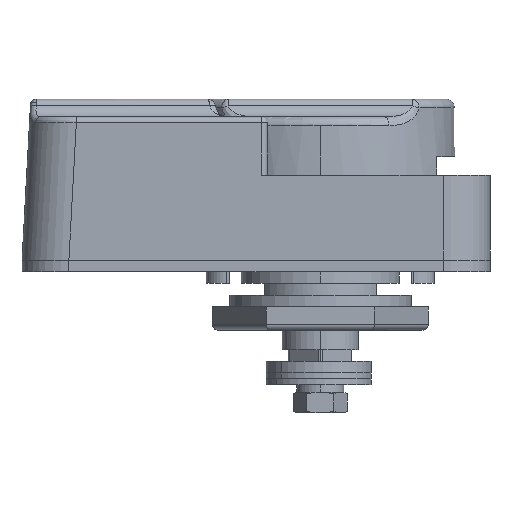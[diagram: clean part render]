
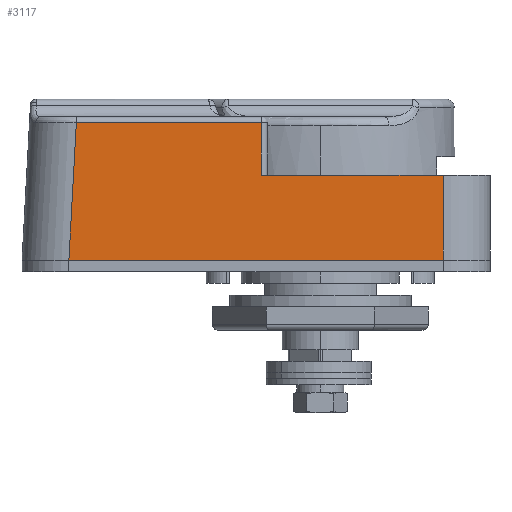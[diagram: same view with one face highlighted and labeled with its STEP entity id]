
A CAD part, left-side view. The second image highlights one B-rep face of the part: STEP entity #3117.
In plain terms, the highlighted planar face has unit normal (-1, 0, 0).
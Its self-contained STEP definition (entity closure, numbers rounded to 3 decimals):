
#225 = AXIS2_PLACEMENT_3D ( 'NONE', #3421, #545, #4281 ) ;
#267 = VECTOR ( 'NONE', #3918, 1000. ) ;
#545 = DIRECTION ( 'NONE',  ( -1., 0., 0. ) ) ;
#579 = LINE ( 'NONE', #7027, #8523 ) ;
#587 = FACE_OUTER_BOUND ( 'NONE', #2069, .T. ) ;
#793 = CARTESIAN_POINT ( 'NONE',  ( -23., 42.988, 0. ) ) ;
#899 = VERTEX_POINT ( 'NONE', #9032 ) ;
#936 = ORIENTED_EDGE ( 'NONE', *, *, #1946, .T. ) ;
#1685 = ORIENTED_EDGE ( 'NONE', *, *, #5849, .T. ) ;
#1749 = CARTESIAN_POINT ( 'NONE',  ( -23., 10.082, 14.5 ) ) ;
#1946 = EDGE_CURVE ( 'NONE', #6754, #3889, #5876, .T. ) ;
#2069 = EDGE_LOOP ( 'NONE', ( #1685, #936, #5733, #4107, #4251, #5809 ) ) ;
#2295 = EDGE_CURVE ( 'NONE', #899, #8938, #8423, .T. ) ;
#2480 = VERTEX_POINT ( 'NONE', #1749 ) ;
#2486 = CARTESIAN_POINT ( 'NONE',  ( -23., 10.082, 23.5 ) ) ;
#2805 = EDGE_CURVE ( 'NONE', #2480, #8938, #6370, .T. ) ;
#2855 = VERTEX_POINT ( 'NONE', #793 ) ;
#3117 = ADVANCED_FACE ( 'NONE', ( #587 ), #5640, .T. ) ;
#3421 = CARTESIAN_POINT ( 'NONE',  ( -23., 0., 27.5 ) ) ;
#3578 = DIRECTION ( 'NONE',  ( 0., 0., 1. ) ) ;
#3586 = DIRECTION ( 'NONE',  ( 0., 0.054, -0.999 ) ) ;
#3889 = VERTEX_POINT ( 'NONE', #5867 ) ;
#3918 = DIRECTION ( 'NONE',  ( 0., 0., 1. ) ) ;
#4096 = CARTESIAN_POINT ( 'NONE',  ( -23., -21., 14.5 ) ) ;
#4107 = ORIENTED_EDGE ( 'NONE', *, *, #7602, .F. ) ;
#4251 = ORIENTED_EDGE ( 'NONE', *, *, #2295, .T. ) ;
#4281 = DIRECTION ( 'NONE',  ( 0., 0., 1. ) ) ;
#4948 = VECTOR ( 'NONE', #5695, 1000. ) ;
#5102 = CARTESIAN_POINT ( 'NONE',  ( -23., -21., 14.5 ) ) ;
#5496 = DIRECTION ( 'NONE',  ( 0., 1., 0. ) ) ;
#5640 = PLANE ( 'NONE',  #225 ) ;
#5695 = DIRECTION ( 'NONE',  ( 0., -1., 0. ) ) ;
#5733 = ORIENTED_EDGE ( 'NONE', *, *, #5742, .T. ) ;
#5742 = EDGE_CURVE ( 'NONE', #3889, #2855, #5912, .T. ) ;
#5809 = ORIENTED_EDGE ( 'NONE', *, *, #2805, .F. ) ;
#5849 = EDGE_CURVE ( 'NONE', #2480, #6754, #6764, .T. ) ;
#5867 = CARTESIAN_POINT ( 'NONE',  ( -23., 41.706, 23.5 ) ) ;
#5876 = LINE ( 'NONE', #5929, #7995 ) ;
#5912 = LINE ( 'NONE', #7257, #6976 ) ;
#5929 = CARTESIAN_POINT ( 'NONE',  ( -23., 0., 23.5 ) ) ;
#6370 = LINE ( 'NONE', #7047, #4948 ) ;
#6717 = CARTESIAN_POINT ( 'NONE',  ( -23., 10.082, 27.5 ) ) ;
#6754 = VERTEX_POINT ( 'NONE', #2486 ) ;
#6764 = LINE ( 'NONE', #6717, #267 ) ;
#6976 = VECTOR ( 'NONE', #3586, 1000. ) ;
#7027 = CARTESIAN_POINT ( 'NONE',  ( -23., -29., 0. ) ) ;
#7047 = CARTESIAN_POINT ( 'NONE',  ( -23., -29., 14.5 ) ) ;
#7257 = CARTESIAN_POINT ( 'NONE',  ( -23., 43.012, -0.436 ) ) ;
#7602 = EDGE_CURVE ( 'NONE', #899, #2855, #579, .T. ) ;
#7995 = VECTOR ( 'NONE', #8804, 1000. ) ;
#8423 = LINE ( 'NONE', #5102, #9380 ) ;
#8523 = VECTOR ( 'NONE', #5496, 1000. ) ;
#8804 = DIRECTION ( 'NONE',  ( 0., 1., 0. ) ) ;
#8938 = VERTEX_POINT ( 'NONE', #4096 ) ;
#9032 = CARTESIAN_POINT ( 'NONE',  ( -23., -21., 0. ) ) ;
#9380 = VECTOR ( 'NONE', #3578, 1000. ) ;
